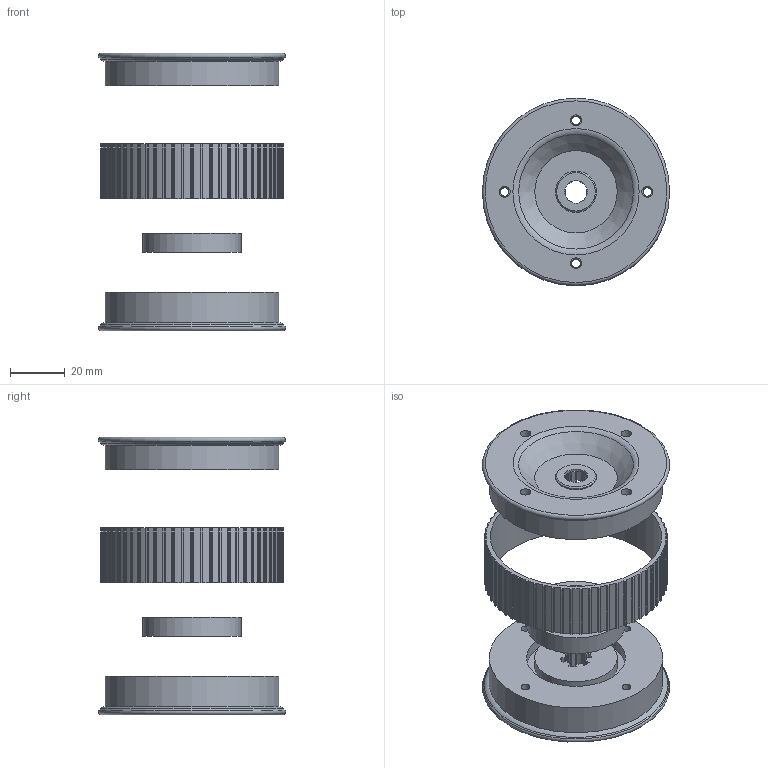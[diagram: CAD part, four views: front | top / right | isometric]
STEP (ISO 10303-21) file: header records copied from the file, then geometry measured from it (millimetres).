
FILE_DESCRIPTION(('FreeCAD Model'),'2;1');
FILE_NAME('Open CASCADE Shape Model','2025-05-27T20:35:56',(''),(''), 'Open CASCADE STEP processor 7.6','FreeCAD','Unknown');
FILE_SCHEMA(('AUTOMOTIVE_DESIGN { 1 0 10303 214 1 1 1 1 }'));
Length unit declared in the file: millimetre
Products named in the file (5): _0250525_Cubierta_de_goma; rubber band; centering ring; nuevo lado rodamiento; nuevo lado central
Assembly tree (4 placements, depth 2):
  _0250525_Cubierta_de_goma
    rubber band
    centering ring
    nuevo lado rodamiento
    nuevo lado central
Bounding box: 68.17 x 68.17 x 101 mm (x, y, z)
Volume: 79659 mm3; surface area: 34726.8 mm2
Topology: 4 solids, 4 shells, 574 faces, 1588 edges, 1036 vertices
Faces by surface type: plane 442, cylinder 111, cone 16, torus 5
Full cylindrical faces by diameter (mm): 3.2 x8, 4 x4, 6 x4, 8.3 x1, 15 x1, 30 x2, 30.2 x1, 35.8 x1, 36 x2, 62.5 x1, 63.25 x2
Entity records: 38996 total; most frequent: CARTESIAN_POINT 7393, DIRECTION 5770, LINE 3955, VECTOR 3955, ORIENTED_EDGE 3176, PCURVE 3176, DEFINITIONAL_REPRESENTATION 3176, EDGE_CURVE 1588
